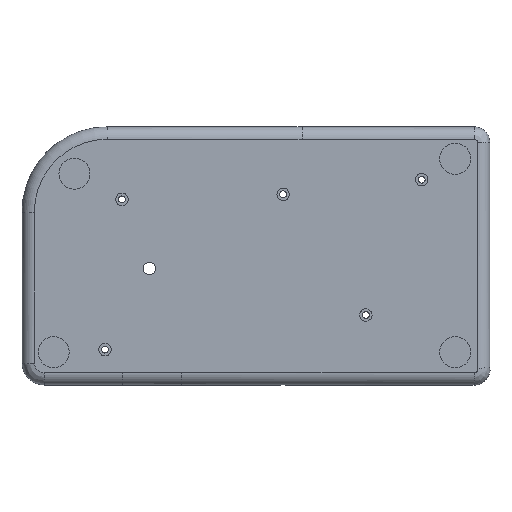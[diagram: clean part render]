
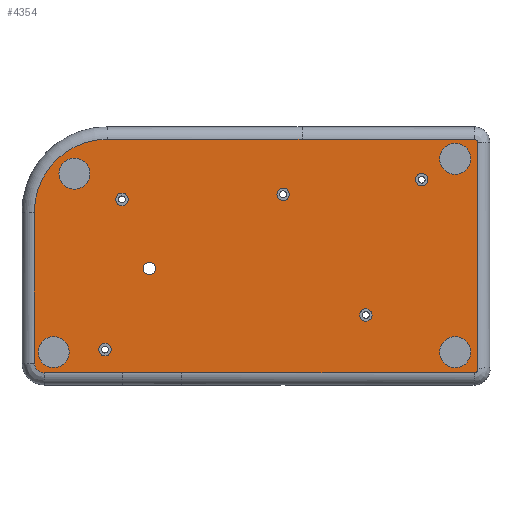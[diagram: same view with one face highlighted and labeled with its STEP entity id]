
A CAD part, front view. The second image highlights one B-rep face of the part: STEP entity #4354.
In plain terms, the highlighted planar face has unit normal (0, -1, 0).
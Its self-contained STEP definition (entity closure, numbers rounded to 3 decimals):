
#51=FACE_BOUND('',#695,.T.);
#52=FACE_BOUND('',#696,.T.);
#53=FACE_BOUND('',#697,.T.);
#54=FACE_BOUND('',#698,.T.);
#55=FACE_BOUND('',#699,.T.);
#56=FACE_BOUND('',#700,.T.);
#57=FACE_BOUND('',#701,.T.);
#58=FACE_BOUND('',#702,.T.);
#59=FACE_BOUND('',#703,.T.);
#60=FACE_BOUND('',#704,.T.);
#198=PLANE('',#4768);
#431=FACE_OUTER_BOUND('',#694,.T.);
#694=EDGE_LOOP('',(#3903,#3904,#3905,#3906,#3907,#3908,#3909,#3910,#3911,
#3912,#3913));
#695=EDGE_LOOP('',(#3914));
#696=EDGE_LOOP('',(#3915));
#697=EDGE_LOOP('',(#3916));
#698=EDGE_LOOP('',(#3917));
#699=EDGE_LOOP('',(#3918));
#700=EDGE_LOOP('',(#3919));
#701=EDGE_LOOP('',(#3920));
#702=EDGE_LOOP('',(#3921));
#703=EDGE_LOOP('',(#3922));
#704=EDGE_LOOP('',(#3923));
#1093=LINE('',#7063,#1544);
#1139=LINE('',#7241,#1590);
#1141=LINE('',#7394,#1592);
#1142=LINE('',#7450,#1593);
#1144=LINE('',#7453,#1595);
#1146=LINE('',#7541,#1597);
#1149=LINE('',#7548,#1600);
#1544=VECTOR('',#5779,10.);
#1590=VECTOR('',#5893,10.);
#1592=VECTOR('',#5901,10.);
#1593=VECTOR('',#5904,10.);
#1595=VECTOR('',#5908,10.);
#1597=VECTOR('',#5922,10.);
#1600=VECTOR('',#5929,10.);
#1642=CIRCLE('',#4405,5.);
#1644=CIRCLE('',#4409,5.);
#1646=CIRCLE('',#4413,5.);
#1648=CIRCLE('',#4417,5.);
#1738=CIRCLE('',#4638,2.);
#1741=CIRCLE('',#4643,2.);
#1744=CIRCLE('',#4648,2.);
#1747=CIRCLE('',#4653,2.);
#1750=CIRCLE('',#4658,2.);
#1759=CIRCLE('',#4677,2.);
#1789=CIRCLE('',#4746,3.18);
#1792=CIRCLE('',#4752,1.024);
#1794=CIRCLE('',#4754,1.076);
#1797=CIRCLE('',#4760,23.493);
#1803=VERTEX_POINT('',#6071);
#1805=VERTEX_POINT('',#6078);
#1807=VERTEX_POINT('',#6085);
#1809=VERTEX_POINT('',#6092);
#2042=VERTEX_POINT('',#6818);
#2045=VERTEX_POINT('',#6827);
#2048=VERTEX_POINT('',#6836);
#2051=VERTEX_POINT('',#6845);
#2054=VERTEX_POINT('',#6854);
#2061=VERTEX_POINT('',#6884);
#2126=VERTEX_POINT('',#7060);
#2127=VERTEX_POINT('',#7062);
#2172=VERTEX_POINT('',#7238);
#2173=VERTEX_POINT('',#7240);
#2175=VERTEX_POINT('',#7266);
#2176=VERTEX_POINT('',#7322);
#2179=VERTEX_POINT('',#7340);
#2181=VERTEX_POINT('',#7397);
#2183=VERTEX_POINT('',#7482);
#2185=VERTEX_POINT('',#7488);
#2187=VERTEX_POINT('',#7546);
#2197=EDGE_CURVE('',#1803,#1803,#1642,.T.);
#2200=EDGE_CURVE('',#1805,#1805,#1644,.T.);
#2203=EDGE_CURVE('',#1807,#1807,#1646,.T.);
#2206=EDGE_CURVE('',#1809,#1809,#1648,.T.);
#2568=EDGE_CURVE('',#2042,#2042,#1738,.T.);
#2572=EDGE_CURVE('',#2045,#2045,#1741,.T.);
#2576=EDGE_CURVE('',#2048,#2048,#1744,.T.);
#2580=EDGE_CURVE('',#2051,#2051,#1747,.T.);
#2584=EDGE_CURVE('',#2054,#2054,#1750,.T.);
#2598=EDGE_CURVE('',#2061,#2061,#1759,.T.);
#2681=EDGE_CURVE('',#2126,#2127,#1093,.T.);
#2746=EDGE_CURVE('',#2172,#2173,#1139,.T.);
#2749=EDGE_CURVE('',#2175,#2176,#1789,.T.);
#2754=EDGE_CURVE('',#2176,#2179,#1141,.T.);
#2756=EDGE_CURVE('',#2181,#2175,#1142,.T.);
#2758=EDGE_CURVE('',#2127,#2181,#1144,.T.);
#2761=EDGE_CURVE('',#2173,#2126,#1792,.T.);
#2763=EDGE_CURVE('',#2183,#2172,#1794,.T.);
#2766=EDGE_CURVE('',#2185,#2183,#1146,.T.);
#2770=EDGE_CURVE('',#2187,#2185,#1149,.T.);
#2771=EDGE_CURVE('',#2179,#2187,#1797,.T.);
#3903=ORIENTED_EDGE('',*,*,#2749,.F.);
#3904=ORIENTED_EDGE('',*,*,#2756,.F.);
#3905=ORIENTED_EDGE('',*,*,#2758,.F.);
#3906=ORIENTED_EDGE('',*,*,#2681,.F.);
#3907=ORIENTED_EDGE('',*,*,#2761,.F.);
#3908=ORIENTED_EDGE('',*,*,#2746,.F.);
#3909=ORIENTED_EDGE('',*,*,#2763,.F.);
#3910=ORIENTED_EDGE('',*,*,#2766,.F.);
#3911=ORIENTED_EDGE('',*,*,#2770,.F.);
#3912=ORIENTED_EDGE('',*,*,#2771,.F.);
#3913=ORIENTED_EDGE('',*,*,#2754,.F.);
#3914=ORIENTED_EDGE('',*,*,#2197,.T.);
#3915=ORIENTED_EDGE('',*,*,#2200,.T.);
#3916=ORIENTED_EDGE('',*,*,#2203,.T.);
#3917=ORIENTED_EDGE('',*,*,#2206,.T.);
#3918=ORIENTED_EDGE('',*,*,#2568,.T.);
#3919=ORIENTED_EDGE('',*,*,#2572,.T.);
#3920=ORIENTED_EDGE('',*,*,#2576,.T.);
#3921=ORIENTED_EDGE('',*,*,#2580,.T.);
#3922=ORIENTED_EDGE('',*,*,#2598,.T.);
#3923=ORIENTED_EDGE('',*,*,#2584,.T.);
#4354=ADVANCED_FACE('',(#431,#51,#52,#53,#54,#55,#56,#57,#58,#59,#60),#198,
 .F.);
#4405=AXIS2_PLACEMENT_3D('',#6072,#4812,#4813);
#4409=AXIS2_PLACEMENT_3D('',#6079,#4821,#4822);
#4413=AXIS2_PLACEMENT_3D('',#6086,#4830,#4831);
#4417=AXIS2_PLACEMENT_3D('',#6093,#4839,#4840);
#4638=AXIS2_PLACEMENT_3D('',#6819,#5553,#5554);
#4643=AXIS2_PLACEMENT_3D('',#6828,#5564,#5565);
#4648=AXIS2_PLACEMENT_3D('',#6837,#5575,#5576);
#4653=AXIS2_PLACEMENT_3D('',#6846,#5586,#5587);
#4658=AXIS2_PLACEMENT_3D('',#6855,#5597,#5598);
#4677=AXIS2_PLACEMENT_3D('',#6886,#5640,#5641);
#4746=AXIS2_PLACEMENT_3D('',#7323,#5894,#5895);
#4752=AXIS2_PLACEMENT_3D('',#7471,#5912,#5913);
#4754=AXIS2_PLACEMENT_3D('',#7484,#5916,#5917);
#4760=AXIS2_PLACEMENT_3D('',#7550,#5932,#5933);
#4768=AXIS2_PLACEMENT_3D('',#7565,#5955,#5956);
#4812=DIRECTION('center_axis',(0.,1.,0.));
#4813=DIRECTION('ref_axis',(1.,0.,0.));
#4821=DIRECTION('center_axis',(0.,1.,0.));
#4822=DIRECTION('ref_axis',(1.,0.,0.));
#4830=DIRECTION('center_axis',(0.,1.,0.));
#4831=DIRECTION('ref_axis',(1.,0.,0.));
#4839=DIRECTION('center_axis',(0.,1.,0.));
#4840=DIRECTION('ref_axis',(1.,0.,0.));
#5553=DIRECTION('center_axis',(0.,1.,0.));
#5554=DIRECTION('ref_axis',(1.,0.,0.));
#5564=DIRECTION('center_axis',(0.,1.,0.));
#5565=DIRECTION('ref_axis',(1.,0.,0.));
#5575=DIRECTION('center_axis',(0.,1.,0.));
#5576=DIRECTION('ref_axis',(1.,0.,0.));
#5586=DIRECTION('center_axis',(0.,1.,0.));
#5587=DIRECTION('ref_axis',(1.,0.,0.));
#5597=DIRECTION('center_axis',(0.,1.,0.));
#5598=DIRECTION('ref_axis',(1.,0.,0.));
#5640=DIRECTION('center_axis',(0.,1.,0.));
#5641=DIRECTION('ref_axis',(1.,0.,0.));
#5779=DIRECTION('',(-1.,0.,0.));
#5893=DIRECTION('',(0.,0.,-1.));
#5894=DIRECTION('center_axis',(0.,1.,0.));
#5895=DIRECTION('ref_axis',(-0.689,0.,-0.725));
#5901=DIRECTION('',(0.,0.,1.));
#5904=DIRECTION('',(-1.,0.,0.));
#5908=DIRECTION('',(-1.,0.,0.001));
#5912=DIRECTION('center_axis',(0.,1.,0.));
#5913=DIRECTION('ref_axis',(0.756,0.,-0.655));
#5916=DIRECTION('center_axis',(0.,1.,0.));
#5917=DIRECTION('ref_axis',(0.707,0.,0.707));
#5922=DIRECTION('',(1.,0.,0.));
#5929=DIRECTION('',(1.,0.,0.));
#5932=DIRECTION('center_axis',(0.,1.,0.));
#5933=DIRECTION('ref_axis',(-0.709,0.,0.705));
#5955=DIRECTION('center_axis',(0.,1.,0.));
#5956=DIRECTION('ref_axis',(-1.,0.,0.));
#6071=CARTESIAN_POINT('',(11.32,-10.2,76.8));
#6072=CARTESIAN_POINT('Origin',(16.32,-10.2,76.8));
#6078=CARTESIAN_POINT('',(4.6,-10.2,19.2));
#6079=CARTESIAN_POINT('Origin',(9.6,-10.2,19.2));
#6085=CARTESIAN_POINT('',(134.2,-10.2,81.6));
#6086=CARTESIAN_POINT('Origin',(139.2,-10.2,81.6));
#6092=CARTESIAN_POINT('',(134.2,-10.2,19.2));
#6093=CARTESIAN_POINT('Origin',(139.2,-10.2,19.2));
#6818=CARTESIAN_POINT('',(81.671,-10.2,70.129));
#6819=CARTESIAN_POINT('Origin',(83.671,-10.2,70.129));
#6827=CARTESIAN_POINT('',(29.645,-10.2,68.514));
#6828=CARTESIAN_POINT('Origin',(31.645,-10.2,68.514));
#6836=CARTESIAN_POINT('',(108.385,-10.2,31.176));
#6837=CARTESIAN_POINT('Origin',(110.385,-10.2,31.176));
#6845=CARTESIAN_POINT('',(24.173,-10.2,20.006));
#6846=CARTESIAN_POINT('Origin',(26.173,-10.2,20.006));
#6854=CARTESIAN_POINT('',(126.419,-10.2,74.864));
#6855=CARTESIAN_POINT('Origin',(128.419,-10.2,74.864));
#6884=CARTESIAN_POINT('',(38.491,-10.2,46.235));
#6886=CARTESIAN_POINT('Origin',(40.491,-10.2,46.235));
#7060=CARTESIAN_POINT('',(145.422,-10.2,12.545));
#7062=CARTESIAN_POINT('',(50.897,-10.2,12.545));
#7063=CARTESIAN_POINT('',(62.904,-10.2,12.545));
#7238=CARTESIAN_POINT('',(146.395,-10.2,86.84));
#7240=CARTESIAN_POINT('',(146.395,-10.2,13.887));
#7241=CARTESIAN_POINT('',(146.395,-10.2,32.256));
#7266=CARTESIAN_POINT('',(6.59,-10.2,12.573));
#7322=CARTESIAN_POINT('',(3.383,-10.2,15.546));
#7323=CARTESIAN_POINT('Origin',(6.556,-10.2,15.753));
#7340=CARTESIAN_POINT('',(3.383,-10.2,64.274));
#7394=CARTESIAN_POINT('',(3.383,-10.2,57.247));
#7397=CARTESIAN_POINT('',(31.81,-10.2,12.573));
#7450=CARTESIAN_POINT('',(40.759,-10.2,12.573));
#7453=CARTESIAN_POINT('',(53.336,-10.2,12.541));
#7471=CARTESIAN_POINT('Origin',(145.422,-10.2,13.568));
#7482=CARTESIAN_POINT('',(145.319,-10.2,87.916));
#7484=CARTESIAN_POINT('Origin',(145.319,-10.2,86.84));
#7488=CARTESIAN_POINT('',(89.767,-10.2,87.916));
#7541=CARTESIAN_POINT('',(110.117,-10.2,87.916));
#7546=CARTESIAN_POINT('',(26.876,-10.2,87.919));
#7548=CARTESIAN_POINT('',(82.341,-10.2,87.917));
#7550=CARTESIAN_POINT('Origin',(26.875,-10.2,64.426));
#7565=CARTESIAN_POINT('Origin',(74.914,-10.2,50.232));
